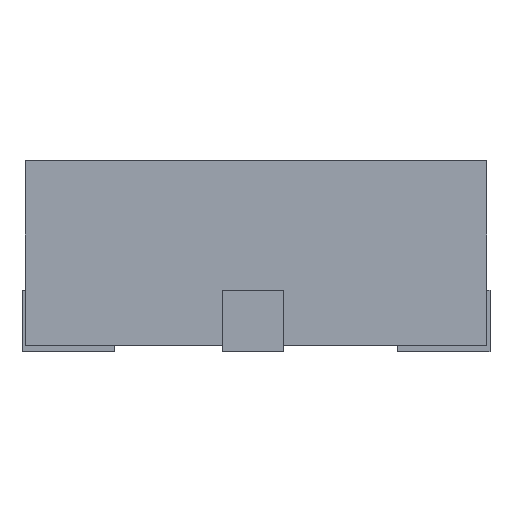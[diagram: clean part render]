
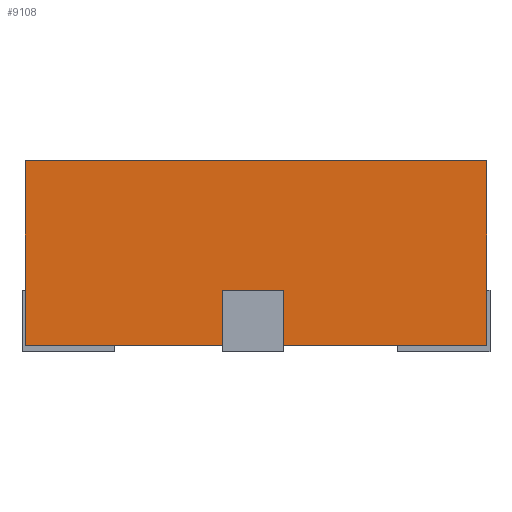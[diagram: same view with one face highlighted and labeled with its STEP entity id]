
A CAD part, left-side view. The second image highlights one B-rep face of the part: STEP entity #9108.
In plain terms, the highlighted planar face has unit normal (-1, 0, 0).
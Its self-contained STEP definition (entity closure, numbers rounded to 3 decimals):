
#739 = DIRECTION ( 'NONE',  ( 0., -1., 0. ) ) ;
#819 = VERTEX_POINT ( 'NONE', #7440 ) ;
#1264 = VECTOR ( 'NONE', #739, 1000. ) ;
#2602 = ORIENTED_EDGE ( 'NONE', *, *, #8146, .T. ) ;
#3180 = CARTESIAN_POINT ( 'NONE',  ( -1., 0.75, 0.6 ) ) ;
#3197 = VECTOR ( 'NONE', #13090, 1000. ) ;
#3919 = CARTESIAN_POINT ( 'NONE',  ( -1., -0.75, 0.6 ) ) ;
#4440 = CARTESIAN_POINT ( 'NONE',  ( -1., -0.75, 0.6 ) ) ;
#5015 = LINE ( 'NONE', #3180, #11327 ) ;
#5278 = EDGE_CURVE ( 'NONE', #13968, #15877, #5015, .T. ) ;
#5982 = FACE_OUTER_BOUND ( 'NONE', #11304, .T. ) ;
#7440 = CARTESIAN_POINT ( 'NONE',  ( -1., -0.75, 0.6 ) ) ;
#8146 = EDGE_CURVE ( 'NONE', #15877, #11681, #9070, .T. ) ;
#9070 = LINE ( 'NONE', #13075, #1264 ) ;
#9108 = ADVANCED_FACE ( 'NONE', ( #5982 ), #16372, .F. ) ;
#9209 = CARTESIAN_POINT ( 'NONE',  ( -1., -0.75, 0.6 ) ) ;
#10037 = DIRECTION ( 'NONE',  ( 0., 0., -1. ) ) ;
#11257 = EDGE_CURVE ( 'NONE', #819, #11681, #18713, .T. ) ;
#11304 = EDGE_LOOP ( 'NONE', ( #2602, #21391, #15916, #14466 ) ) ;
#11327 = VECTOR ( 'NONE', #11781, 1000. ) ;
#11681 = VERTEX_POINT ( 'NONE', #17068 ) ;
#11781 = DIRECTION ( 'NONE',  ( 0., 0., -1. ) ) ;
#12838 = EDGE_CURVE ( 'NONE', #13968, #819, #16297, .T. ) ;
#13075 = CARTESIAN_POINT ( 'NONE',  ( -1., -0.75, 0. ) ) ;
#13090 = DIRECTION ( 'NONE',  ( 0., -1., 0. ) ) ;
#13968 = VERTEX_POINT ( 'NONE', #21642 ) ;
#14466 = ORIENTED_EDGE ( 'NONE', *, *, #5278, .T. ) ;
#15877 = VERTEX_POINT ( 'NONE', #18174 ) ;
#15916 = ORIENTED_EDGE ( 'NONE', *, *, #12838, .F. ) ;
#16153 = DIRECTION ( 'NONE',  ( 0., 0., -1. ) ) ;
#16297 = LINE ( 'NONE', #9209, #3197 ) ;
#16372 = PLANE ( 'NONE',  #21471 ) ;
#17068 = CARTESIAN_POINT ( 'NONE',  ( -1., -0.75, 0. ) ) ;
#18174 = CARTESIAN_POINT ( 'NONE',  ( -1., 0.75, 0. ) ) ;
#18713 = LINE ( 'NONE', #4440, #19749 ) ;
#19749 = VECTOR ( 'NONE', #10037, 1000. ) ;
#21371 = DIRECTION ( 'NONE',  ( 1., 0., 0. ) ) ;
#21391 = ORIENTED_EDGE ( 'NONE', *, *, #11257, .F. ) ;
#21471 = AXIS2_PLACEMENT_3D ( 'NONE', #3919, #21371, #16153 ) ;
#21642 = CARTESIAN_POINT ( 'NONE',  ( -1., 0.75, 0.6 ) ) ;
